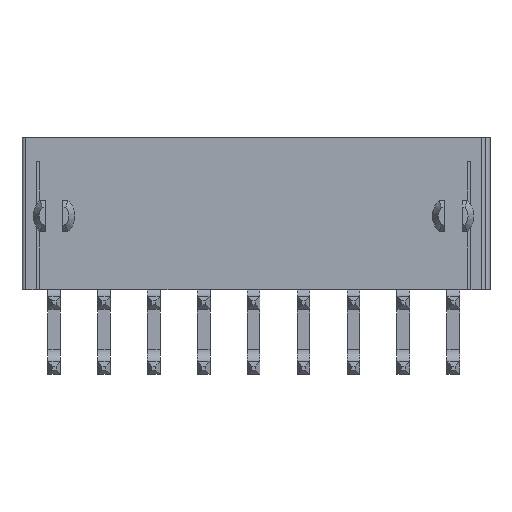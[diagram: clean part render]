
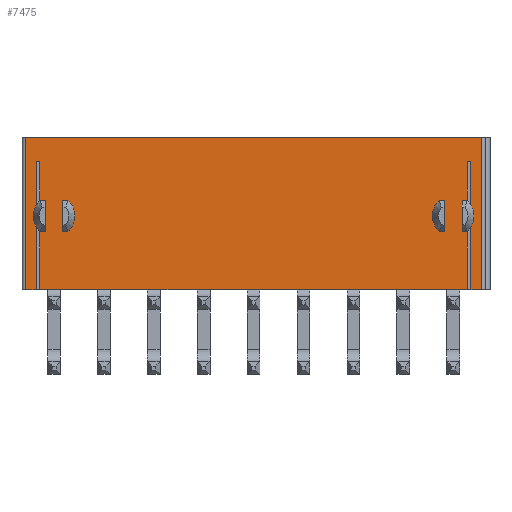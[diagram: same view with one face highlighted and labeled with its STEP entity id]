
A CAD part, front view. The second image highlights one B-rep face of the part: STEP entity #7475.
In plain terms, the highlighted planar face has unit normal (0, -1, 0).
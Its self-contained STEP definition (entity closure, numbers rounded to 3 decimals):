
#22=DIRECTION('',(-1.,0.,0.));
#23=VECTOR('',#22,38.4);
#24=CARTESIAN_POINT('',(19.2,0.4,0.));
#25=LINE('',#24,#23);
#449=DIRECTION('',(0.,0.,1.));
#450=VECTOR('',#449,12.8);
#451=CARTESIAN_POINT('',(-19.2,0.4,-12.8));
#452=LINE('',#451,#450);
#458=DIRECTION('',(0.,0.,-1.));
#459=VECTOR('',#458,2.598);
#460=CARTESIAN_POINT('',(16.05,0.4,-5.301));
#461=LINE('',#460,#459);
#462=DIRECTION('',(0.,0.,1.));
#463=VECTOR('',#462,2.598);
#464=CARTESIAN_POINT('',(-16.05,0.4,-7.899));
#465=LINE('',#464,#463);
#466=DIRECTION('',(-1.,0.,0.));
#467=VECTOR('',#466,0.3);
#468=CARTESIAN_POINT('',(18.3,0.4,-2.));
#469=LINE('',#468,#467);
#470=DIRECTION('',(0.,0.,1.));
#471=VECTOR('',#470,3.7);
#472=CARTESIAN_POINT('',(18.,0.4,-5.7));
#473=LINE('',#472,#471);
#474=DIRECTION('',(0.,0.,1.));
#475=VECTOR('',#474,2.598);
#476=CARTESIAN_POINT('',(17.55,0.4,-7.899));
#477=LINE('',#476,#475);
#478=DIRECTION('',(0.,0.,1.));
#479=VECTOR('',#478,5.3);
#480=CARTESIAN_POINT('',(18.,0.4,-12.8));
#481=LINE('',#480,#479);
#482=DIRECTION('',(0.,0.,1.));
#483=VECTOR('',#482,5.3);
#484=CARTESIAN_POINT('',(-18.,0.4,-12.8));
#485=LINE('',#484,#483);
#486=DIRECTION('',(0.,0.,-1.));
#487=VECTOR('',#486,2.598);
#488=CARTESIAN_POINT('',(-17.55,0.4,-5.301));
#489=LINE('',#488,#487);
#490=DIRECTION('',(0.,0.,1.));
#491=VECTOR('',#490,3.7);
#492=CARTESIAN_POINT('',(-18.,0.4,-5.7));
#493=LINE('',#492,#491);
#494=DIRECTION('',(-1.,0.,0.));
#495=VECTOR('',#494,0.3);
#496=CARTESIAN_POINT('',(-18.,0.4,-2.));
#497=LINE('',#496,#495);
#498=DIRECTION('',(0.,0.,1.));
#499=VECTOR('',#498,10.8);
#500=CARTESIAN_POINT('',(-18.3,0.4,-12.8));
#501=LINE('',#500,#499);
#502=DIRECTION('',(0.,0.,1.));
#503=VECTOR('',#502,10.8);
#504=CARTESIAN_POINT('',(18.3,0.4,-12.8));
#505=LINE('',#504,#503);
#511=CARTESIAN_POINT('',(16.8,0.4,-6.6));
#512=DIRECTION('',(0.,1.,0.));
#513=DIRECTION('',(-0.5,0.,-0.866));
#514=AXIS2_PLACEMENT_3D('',#511,#512,#513);
#516=CARTESIAN_POINT('',(16.8,0.4,-6.6));
#517=DIRECTION('',(0.,1.,0.));
#518=DIRECTION('',(0.8,0.,-0.6));
#519=AXIS2_PLACEMENT_3D('',#516,#517,#518);
#526=CARTESIAN_POINT('',(16.8,0.4,-6.6));
#527=DIRECTION('',(0.,1.,0.));
#528=DIRECTION('',(0.5,0.,0.866));
#529=AXIS2_PLACEMENT_3D('',#526,#527,#528);
#831=CARTESIAN_POINT('',(-16.8,0.4,-6.6));
#832=DIRECTION('',(0.,1.,0.));
#833=DIRECTION('',(0.5,0.,0.866));
#834=AXIS2_PLACEMENT_3D('',#831,#832,#833);
#841=CARTESIAN_POINT('',(-16.8,0.4,-6.6));
#842=DIRECTION('',(0.,1.,0.));
#843=DIRECTION('',(-0.8,0.,0.6));
#844=AXIS2_PLACEMENT_3D('',#841,#842,#843);
#851=CARTESIAN_POINT('',(-16.8,0.4,-6.6));
#852=DIRECTION('',(0.,1.,0.));
#853=DIRECTION('',(-0.5,0.,-0.866));
#854=AXIS2_PLACEMENT_3D('',#851,#852,#853);
#884=DIRECTION('',(-1.,0.,0.));
#885=VECTOR('',#884,0.9);
#886=CARTESIAN_POINT('',(-18.3,0.4,-12.8));
#887=LINE('',#886,#885);
#892=DIRECTION('',(-1.,0.,0.));
#893=VECTOR('',#892,36.);
#894=CARTESIAN_POINT('',(18.,0.4,-12.8));
#895=LINE('',#894,#893);
#900=DIRECTION('',(-1.,0.,0.));
#901=VECTOR('',#900,0.9);
#902=CARTESIAN_POINT('',(19.2,0.4,-12.8));
#903=LINE('',#902,#901);
#1309=DIRECTION('',(0.,0.,1.));
#1310=VECTOR('',#1309,12.8);
#1311=CARTESIAN_POINT('',(19.2,0.4,-12.8));
#1312=LINE('',#1311,#1310);
#5545=CARTESIAN_POINT('',(19.2,0.4,-12.8));
#5546=CARTESIAN_POINT('',(19.2,0.4,0.));
#5547=VERTEX_POINT('',#5545);
#5548=VERTEX_POINT('',#5546);
#5573=CARTESIAN_POINT('',(-19.2,0.4,0.));
#5574=VERTEX_POINT('',#5573);
#5575=CARTESIAN_POINT('',(-19.2,0.4,-12.8));
#5576=VERTEX_POINT('',#5575);
#5577=CARTESIAN_POINT('',(16.05,0.4,-5.301));
#5578=CARTESIAN_POINT('',(16.05,0.4,-7.899));
#5579=VERTEX_POINT('',#5577);
#5580=VERTEX_POINT('',#5578);
#5581=CARTESIAN_POINT('',(17.55,0.4,-7.899));
#5582=CARTESIAN_POINT('',(17.55,0.4,-5.301));
#5583=VERTEX_POINT('',#5581);
#5584=VERTEX_POINT('',#5582);
#5629=CARTESIAN_POINT('',(-17.55,0.4,-5.301));
#5630=CARTESIAN_POINT('',(-17.55,0.4,-7.899));
#5631=VERTEX_POINT('',#5629);
#5632=VERTEX_POINT('',#5630);
#5633=CARTESIAN_POINT('',(-16.05,0.4,-7.899));
#5634=CARTESIAN_POINT('',(-16.05,0.4,-5.301));
#5635=VERTEX_POINT('',#5633);
#5636=VERTEX_POINT('',#5634);
#5697=CARTESIAN_POINT('',(18.3,0.4,-2.));
#5698=CARTESIAN_POINT('',(18.,0.4,-2.));
#5699=VERTEX_POINT('',#5697);
#5700=VERTEX_POINT('',#5698);
#5701=CARTESIAN_POINT('',(18.,0.4,-12.8));
#5702=CARTESIAN_POINT('',(18.,0.4,-7.5));
#5703=VERTEX_POINT('',#5701);
#5704=VERTEX_POINT('',#5702);
#5705=CARTESIAN_POINT('',(18.3,0.4,-12.8));
#5706=VERTEX_POINT('',#5705);
#5707=CARTESIAN_POINT('',(-18.3,0.4,-12.8));
#5708=CARTESIAN_POINT('',(-18.3,0.4,-2.));
#5709=VERTEX_POINT('',#5707);
#5710=VERTEX_POINT('',#5708);
#5711=CARTESIAN_POINT('',(-18.,0.4,-12.8));
#5712=CARTESIAN_POINT('',(-18.,0.4,-7.5));
#5713=VERTEX_POINT('',#5711);
#5714=VERTEX_POINT('',#5712);
#5715=CARTESIAN_POINT('',(-18.,0.4,-2.));
#5716=VERTEX_POINT('',#5715);
#5717=CARTESIAN_POINT('',(18.,0.4,-5.7));
#5718=VERTEX_POINT('',#5717);
#5719=CARTESIAN_POINT('',(-18.,0.4,-5.7));
#5720=VERTEX_POINT('',#5719);
#7418=CARTESIAN_POINT('',(19.5,0.4,0.));
#7419=DIRECTION('',(0.,-1.,0.));
#7420=DIRECTION('',(-1.,0.,0.));
#7421=AXIS2_PLACEMENT_3D('',#7418,#7419,#7420);
#7422=PLANE('',#7421);
#7424=ORIENTED_EDGE('',*,*,#7423,.T.);
#7426=ORIENTED_EDGE('',*,*,#7425,.F.);
#7428=ORIENTED_EDGE('',*,*,#7427,.F.);
#7430=ORIENTED_EDGE('',*,*,#7429,.F.);
#7432=ORIENTED_EDGE('',*,*,#7431,.F.);
#7434=ORIENTED_EDGE('',*,*,#7433,.F.);
#7436=ORIENTED_EDGE('',*,*,#7435,.T.);
#7438=ORIENTED_EDGE('',*,*,#7437,.T.);
#7440=ORIENTED_EDGE('',*,*,#7439,.F.);
#7442=ORIENTED_EDGE('',*,*,#7441,.F.);
#7444=ORIENTED_EDGE('',*,*,#7443,.F.);
#7446=ORIENTED_EDGE('',*,*,#7445,.T.);
#7448=ORIENTED_EDGE('',*,*,#7447,.T.);
#7450=ORIENTED_EDGE('',*,*,#7449,.F.);
#7452=ORIENTED_EDGE('',*,*,#7451,.T.);
#7453=ORIENTED_EDGE('',*,*,#7411,.T.);
#7454=ORIENTED_EDGE('',*,*,#7096,.F.);
#7456=ORIENTED_EDGE('',*,*,#7455,.F.);
#7458=ORIENTED_EDGE('',*,*,#7457,.T.);
#7460=ORIENTED_EDGE('',*,*,#7459,.T.);
#7461=EDGE_LOOP('',(#7424,#7426,#7428,#7430,#7432,#7434,#7436,#7438,#7440,#7442,
#7444,#7446,#7448,#7450,#7452,#7453,#7454,#7456,#7458,#7460));
#7462=FACE_OUTER_BOUND('',#7461,.F.);
#7464=ORIENTED_EDGE('',*,*,#7463,.F.);
#7466=ORIENTED_EDGE('',*,*,#7465,.F.);
#7467=EDGE_LOOP('',(#7464,#7466));
#7468=FACE_BOUND('',#7467,.F.);
#7470=ORIENTED_EDGE('',*,*,#7469,.F.);
#7472=ORIENTED_EDGE('',*,*,#7471,.F.);
#7473=EDGE_LOOP('',(#7470,#7472));
#7474=FACE_BOUND('',#7473,.F.);
#7475=ADVANCED_FACE('',(#7462,#7468,#7474),#7422,.T.);
#515=CIRCLE('',#514,1.5);
#520=CIRCLE('',#519,1.5);
#530=CIRCLE('',#529,1.5);
#835=CIRCLE('',#834,1.5);
#845=CIRCLE('',#844,1.5);
#855=CIRCLE('',#854,1.5);
#7096=EDGE_CURVE('',#5548,#5574,#25,.T.);
#7411=EDGE_CURVE('',#5576,#5574,#452,.T.);
#7423=EDGE_CURVE('',#5699,#5700,#469,.T.);
#7425=EDGE_CURVE('',#5718,#5700,#473,.T.);
#7427=EDGE_CURVE('',#5584,#5718,#530,.T.);
#7429=EDGE_CURVE('',#5583,#5584,#477,.T.);
#7431=EDGE_CURVE('',#5704,#5583,#520,.T.);
#7433=EDGE_CURVE('',#5703,#5704,#481,.T.);
#7435=EDGE_CURVE('',#5703,#5713,#895,.T.);
#7437=EDGE_CURVE('',#5713,#5714,#485,.T.);
#7439=EDGE_CURVE('',#5632,#5714,#855,.T.);
#7441=EDGE_CURVE('',#5631,#5632,#489,.T.);
#7443=EDGE_CURVE('',#5720,#5631,#845,.T.);
#7445=EDGE_CURVE('',#5720,#5716,#493,.T.);
#7447=EDGE_CURVE('',#5716,#5710,#497,.T.);
#7449=EDGE_CURVE('',#5709,#5710,#501,.T.);
#7451=EDGE_CURVE('',#5709,#5576,#887,.T.);
#7455=EDGE_CURVE('',#5547,#5548,#1312,.T.);
#7457=EDGE_CURVE('',#5547,#5706,#903,.T.);
#7459=EDGE_CURVE('',#5706,#5699,#505,.T.);
#7463=EDGE_CURVE('',#5636,#5635,#835,.T.);
#7465=EDGE_CURVE('',#5635,#5636,#465,.T.);
#7469=EDGE_CURVE('',#5580,#5579,#515,.T.);
#7471=EDGE_CURVE('',#5579,#5580,#461,.T.);
